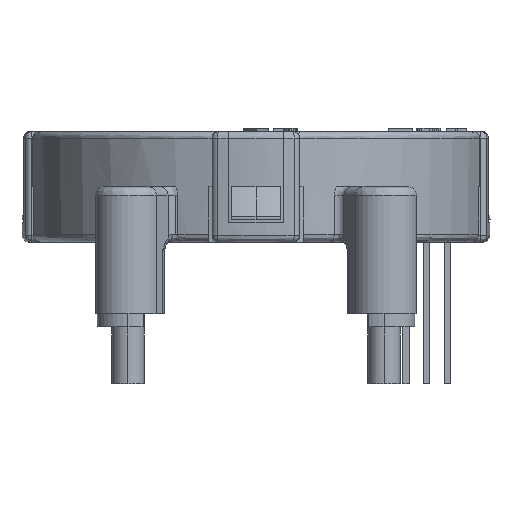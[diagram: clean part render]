
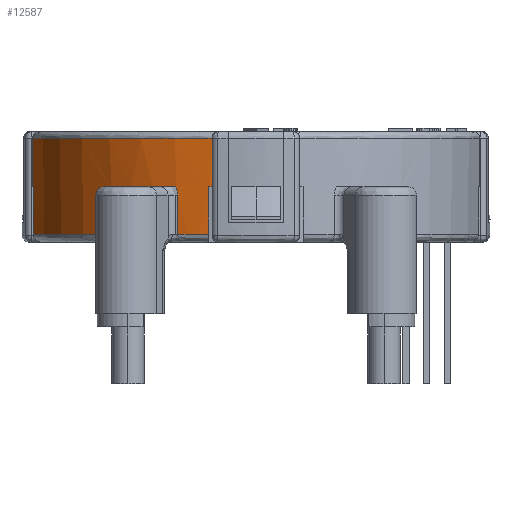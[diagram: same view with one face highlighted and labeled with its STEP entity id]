
A CAD part, left-side view. The second image highlights one B-rep face of the part: STEP entity #12587.
In plain terms, the highlighted cylindrical face has radius 14 mm (diameter 28 mm), a partial arc.
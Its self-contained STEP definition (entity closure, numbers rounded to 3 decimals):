
#291 = CARTESIAN_POINT ( 'NONE',  ( -10.765, 8.951, 3.447 ) ) ;
#460 = VECTOR ( 'NONE', #13286, 1000. ) ;
#619 = EDGE_CURVE ( 'NONE', #11723, #23833, #24773, .T. ) ;
#762 = LINE ( 'NONE', #11549, #14609 ) ;
#833 = CIRCLE ( 'NONE', #15015, 14. ) ;
#1006 = LINE ( 'NONE', #11122, #460 ) ;
#1043 = ORIENTED_EDGE ( 'NONE', *, *, #23076, .F. ) ;
#1075 = CARTESIAN_POINT ( 'NONE',  ( -13.737, 2.7, 3.6 ) ) ;
#1718 = EDGE_CURVE ( 'NONE', #6911, #19563, #13203, .T. ) ;
#1858 = CARTESIAN_POINT ( 'NONE',  ( -13.15, 4.805, 3.1 ) ) ;
#2261 = LINE ( 'NONE', #10478, #6183 ) ;
#2590 = EDGE_CURVE ( 'NONE', #23147, #26029, #25711, .T. ) ;
#2641 = ORIENTED_EDGE ( 'NONE', *, *, #2590, .F. ) ;
#3043 = CIRCLE ( 'NONE', #11652, 14. ) ;
#3093 = DIRECTION ( 'NONE',  ( 1., 0., 0. ) ) ;
#3172 = EDGE_CURVE ( 'NONE', #11723, #4676, #26316, .T. ) ;
#3189 = EDGE_CURVE ( 'NONE', #14073, #17981, #23028, .T. ) ;
#3221 = DIRECTION ( 'NONE',  ( 1., 0., 0. ) ) ;
#3450 = ORIENTED_EDGE ( 'NONE', *, *, #18855, .F. ) ;
#4214 = CARTESIAN_POINT ( 'NONE',  ( 0., 0., 0.7 ) ) ;
#4359 = DIRECTION ( 'NONE',  ( 0., 0., 1. ) ) ;
#4500 = CARTESIAN_POINT ( 'NONE',  ( -13.696, 2.9, 0.7 ) ) ;
#4597 = DIRECTION ( 'NONE',  ( 0., 0., 1. ) ) ;
#4671 = CARTESIAN_POINT ( 'NONE',  ( -13.15, 4.805, 3.274 ) ) ;
#4676 = VERTEX_POINT ( 'NONE', #24185 ) ;
#4814 = VECTOR ( 'NONE', #7500, 1000. ) ;
#4886 = ORIENTED_EDGE ( 'NONE', *, *, #1718, .F. ) ;
#5024 = CARTESIAN_POINT ( 'NONE',  ( -13.737, 2.7, 6.6 ) ) ;
#5592 = ORIENTED_EDGE ( 'NONE', *, *, #619, .F. ) ;
#5705 = VECTOR ( 'NONE', #20723, 1000. ) ;
#6092 = CARTESIAN_POINT ( 'NONE',  ( -10.736, 8.986, 3.1 ) ) ;
#6183 = VECTOR ( 'NONE', #20423, 1000. ) ;
#6911 = VERTEX_POINT ( 'NONE', #17381 ) ;
#6912 = ORIENTED_EDGE ( 'NONE', *, *, #3189, .F. ) ;
#7111 = CARTESIAN_POINT ( 'NONE',  ( 0., 0., 3.6 ) ) ;
#7255 = EDGE_CURVE ( 'NONE', #14066, #16236, #833, .T. ) ;
#7500 = DIRECTION ( 'NONE',  ( 0., 0., 1. ) ) ;
#7996 = AXIS2_PLACEMENT_3D ( 'NONE', #11414, #9371, #19710 ) ;
#8136 = ORIENTED_EDGE ( 'NONE', *, *, #7255, .F. ) ;
#8514 = CARTESIAN_POINT ( 'NONE',  ( -10.82, 8.885, 3.6 ) ) ;
#8992 = EDGE_CURVE ( 'NONE', #19563, #14404, #11410, .T. ) ;
#9292 = AXIS2_PLACEMENT_3D ( 'NONE', #11097, #17024, #19267 ) ;
#9371 = DIRECTION ( 'NONE',  ( 0., 0., -1. ) ) ;
#9806 = ORIENTED_EDGE ( 'NONE', *, *, #24105, .F. ) ;
#9813 = EDGE_CURVE ( 'NONE', #13441, #13308, #21748, .T. ) ;
#9945 = CARTESIAN_POINT ( 'NONE',  ( -10.736, 8.986, 0.7 ) ) ;
#9958 = VECTOR ( 'NONE', #19760, 1000. ) ;
#10352 = CARTESIAN_POINT ( 'NONE',  ( -13.104, 4.928, 3.6 ) ) ;
#10478 = CARTESIAN_POINT ( 'NONE',  ( -13.696, 2.9, 2.15 ) ) ;
#10574 = CYLINDRICAL_SURFACE ( 'NONE', #21093, 14. ) ;
#10893 = CARTESIAN_POINT ( 'NONE',  ( -13.134, 4.848, 3.448 ) ) ;
#10928 = CARTESIAN_POINT ( 'NONE',  ( -2.7, 13.737, 6.6 ) ) ;
#11094 = CARTESIAN_POINT ( 'NONE',  ( -13.104, 4.928, 3.6 ) ) ;
#11097 = CARTESIAN_POINT ( 'NONE',  ( 0., 0., 3.6 ) ) ;
#11122 = CARTESIAN_POINT ( 'NONE',  ( -2.7, 13.737, 5.1 ) ) ;
#11410 = CIRCLE ( 'NONE', #14823, 14. ) ;
#11414 = CARTESIAN_POINT ( 'NONE',  ( 0., 0., 0.7 ) ) ;
#11549 = CARTESIAN_POINT ( 'NONE',  ( -13.15, 4.805, 2.15 ) ) ;
#11652 = AXIS2_PLACEMENT_3D ( 'NONE', #17372, #21633, #3221 ) ;
#11723 = VERTEX_POINT ( 'NONE', #21926 ) ;
#12242 = CARTESIAN_POINT ( 'NONE',  ( 0., 0., 6.6 ) ) ;
#12587 = ADVANCED_FACE ( 'NONE', ( #24824 ), #10574, .T. ) ;
#12628 = EDGE_CURVE ( 'NONE', #14404, #14066, #1006, .T. ) ;
#12918 = DIRECTION ( 'NONE',  ( 0., 0., -1. ) ) ;
#13078 = ORIENTED_EDGE ( 'NONE', *, *, #3172, .T. ) ;
#13203 = LINE ( 'NONE', #25941, #4814 ) ;
#13286 = DIRECTION ( 'NONE',  ( 0., 0., 1. ) ) ;
#13308 = VERTEX_POINT ( 'NONE', #24175 ) ;
#13441 = VERTEX_POINT ( 'NONE', #4500 ) ;
#14066 = VERTEX_POINT ( 'NONE', #10928 ) ;
#14073 = VERTEX_POINT ( 'NONE', #1075 ) ;
#14358 = DIRECTION ( 'NONE',  ( 1., 0., 0. ) ) ;
#14404 = VERTEX_POINT ( 'NONE', #20549 ) ;
#14447 = CARTESIAN_POINT ( 'NONE',  ( -10.736, 8.985, 3.276 ) ) ;
#14537 = CARTESIAN_POINT ( 'NONE',  ( -10.736, 8.986, 2.15 ) ) ;
#14573 = ORIENTED_EDGE ( 'NONE', *, *, #20378, .F. ) ;
#14609 = VECTOR ( 'NONE', #19590, 1000. ) ;
#14823 = AXIS2_PLACEMENT_3D ( 'NONE', #7111, #19615, #14358 ) ;
#15015 = AXIS2_PLACEMENT_3D ( 'NONE', #12242, #4597, #19136 ) ;
#16236 = VERTEX_POINT ( 'NONE', #5024 ) ;
#16642 = DIRECTION ( 'NONE',  ( 1., 0., 0. ) ) ;
#16668 = CARTESIAN_POINT ( 'NONE',  ( -13.696, 2.9, 3.6 ) ) ;
#16959 = CARTESIAN_POINT ( 'NONE',  ( -2.9, 13.696, 3.6 ) ) ;
#17024 = DIRECTION ( 'NONE',  ( 0., 0., -1. ) ) ;
#17372 = CARTESIAN_POINT ( 'NONE',  ( 0., 0., 3.6 ) ) ;
#17381 = CARTESIAN_POINT ( 'NONE',  ( -2.9, 13.696, 0.7 ) ) ;
#17981 = VERTEX_POINT ( 'NONE', #16668 ) ;
#18630 = ORIENTED_EDGE ( 'NONE', *, *, #18682, .F. ) ;
#18682 = EDGE_CURVE ( 'NONE', #16236, #14073, #21778, .T. ) ;
#18855 = EDGE_CURVE ( 'NONE', #17981, #13441, #2261, .T. ) ;
#19136 = DIRECTION ( 'NONE',  ( 1., 0., 0. ) ) ;
#19199 = CIRCLE ( 'NONE', #22180, 14. ) ;
#19267 = DIRECTION ( 'NONE',  ( 1., 0., 0. ) ) ;
#19348 = CARTESIAN_POINT ( 'NONE',  ( 0., 0., 0.7 ) ) ;
#19563 = VERTEX_POINT ( 'NONE', #16959 ) ;
#19590 = DIRECTION ( 'NONE',  ( 0., 0., 1. ) ) ;
#19615 = DIRECTION ( 'NONE',  ( 0., 0., -1. ) ) ;
#19710 = DIRECTION ( 'NONE',  ( 1., 0., 0. ) ) ;
#19760 = DIRECTION ( 'NONE',  ( 0., 0., -1. ) ) ;
#19905 = CARTESIAN_POINT ( 'NONE',  ( -13.737, 2.7, 5.1 ) ) ;
#20378 = EDGE_CURVE ( 'NONE', #23833, #6911, #19199, .T. ) ;
#20423 = DIRECTION ( 'NONE',  ( 0., 0., -1. ) ) ;
#20549 = CARTESIAN_POINT ( 'NONE',  ( -2.7, 13.737, 3.6 ) ) ;
#20723 = DIRECTION ( 'NONE',  ( 0., 0., -1. ) ) ;
#21093 = AXIS2_PLACEMENT_3D ( 'NONE', #4214, #4359, #16642 ) ;
#21633 = DIRECTION ( 'NONE',  ( 0., 0., -1. ) ) ;
#21748 = CIRCLE ( 'NONE', #7996, 14. ) ;
#21778 = LINE ( 'NONE', #19905, #9958 ) ;
#21926 = CARTESIAN_POINT ( 'NONE',  ( -10.736, 8.986, 3.1 ) ) ;
#22180 = AXIS2_PLACEMENT_3D ( 'NONE', #19348, #12918, #3093 ) ;
#23028 = CIRCLE ( 'NONE', #9292, 14. ) ;
#23076 = EDGE_CURVE ( 'NONE', #26029, #4676, #3043, .T. ) ;
#23116 = CARTESIAN_POINT ( 'NONE',  ( -13.15, 4.805, 3.1 ) ) ;
#23147 = VERTEX_POINT ( 'NONE', #1858 ) ;
#23240 = EDGE_LOOP ( 'NONE', ( #3450, #6912, #18630, #8136, #23916, #24056, #4886, #14573, #5592, #13078, #1043, #2641, #9806, #23672 ) ) ;
#23672 = ORIENTED_EDGE ( 'NONE', *, *, #9813, .F. ) ;
#23833 = VERTEX_POINT ( 'NONE', #9945 ) ;
#23916 = ORIENTED_EDGE ( 'NONE', *, *, #12628, .F. ) ;
#24056 = ORIENTED_EDGE ( 'NONE', *, *, #8992, .F. ) ;
#24105 = EDGE_CURVE ( 'NONE', #13308, #23147, #762, .T. ) ;
#24175 = CARTESIAN_POINT ( 'NONE',  ( -13.15, 4.805, 0.7 ) ) ;
#24185 = CARTESIAN_POINT ( 'NONE',  ( -10.82, 8.885, 3.6 ) ) ;
#24773 = LINE ( 'NONE', #14537, #5705 ) ;
#24824 = FACE_OUTER_BOUND ( 'NONE', #23240, .T. ) ;
#25711 = B_SPLINE_CURVE_WITH_KNOTS ( 'NONE', 3,
 ( #23116, #4671, #10893, #10352 ),
 .UNSPECIFIED., .F., .F.,
 ( 4, 4 ),
 ( 0., 1. ),
 .UNSPECIFIED. ) ;
#25941 = CARTESIAN_POINT ( 'NONE',  ( -2.9, 13.696, 2.15 ) ) ;
#26029 = VERTEX_POINT ( 'NONE', #11094 ) ;
#26316 = B_SPLINE_CURVE_WITH_KNOTS ( 'NONE', 3,
 ( #6092, #14447, #291, #8514 ),
 .UNSPECIFIED., .F., .F.,
 ( 4, 4 ),
 ( 0., 1. ),
 .UNSPECIFIED. ) ;
